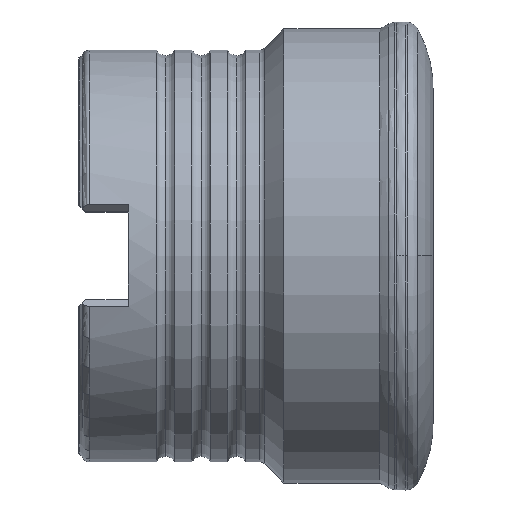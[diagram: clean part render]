
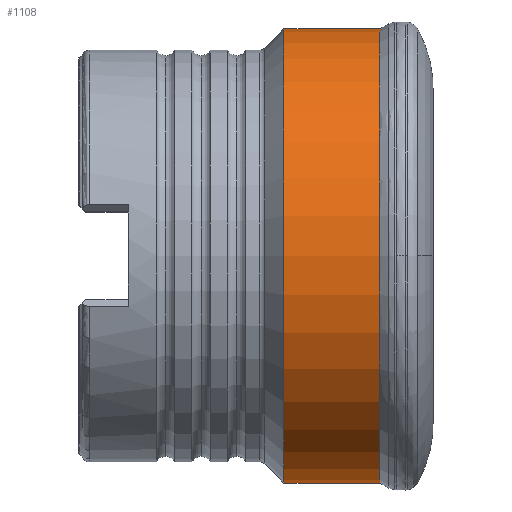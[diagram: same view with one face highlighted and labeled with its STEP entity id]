
A CAD part, top view. The second image highlights one B-rep face of the part: STEP entity #1108.
In plain terms, the highlighted cylindrical face has radius 32 mm (diameter 64 mm), a partial arc.
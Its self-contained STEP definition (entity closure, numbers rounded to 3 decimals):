
#126 = LINE ( 'NONE', #527, #127 ) ;
#127 = VECTOR ( 'NONE', #533, 1000. ) ;
#133 = CIRCLE ( 'NONE', #1463, 32. ) ;
#134 = VECTOR ( 'NONE', #359, 1000. ) ;
#137 = CIRCLE ( 'NONE', #1464, 32. ) ;
#147 = LINE ( 'NONE', #360, #134 ) ;
#355 = DIRECTION ( 'NONE',  ( 0., 0., -1. ) ) ;
#356 = DIRECTION ( 'NONE',  ( 1., 0., 0. ) ) ;
#359 = DIRECTION ( 'NONE',  ( 1., 0., 0. ) ) ;
#360 = CARTESIAN_POINT ( 'NONE',  ( 0., 32., 0. ) ) ;
#370 = CARTESIAN_POINT ( 'NONE',  ( -6.536, 0., 0. ) ) ;
#527 = CARTESIAN_POINT ( 'NONE',  ( 0., -32., 0. ) ) ;
#533 = DIRECTION ( 'NONE',  ( 1., 0., 0. ) ) ;
#619 = DIRECTION ( 'NONE',  ( 0., 1., 0. ) ) ;
#620 = CARTESIAN_POINT ( 'NONE',  ( -20.048, 0., 0. ) ) ;
#622 = DIRECTION ( 'NONE',  ( 1., 0., 0. ) ) ;
#904 = CARTESIAN_POINT ( 'NONE',  ( -20.048, -32., 0. ) ) ;
#922 = CARTESIAN_POINT ( 'NONE',  ( -20.048, 32., 0. ) ) ;
#970 = CARTESIAN_POINT ( 'NONE',  ( -6.536, -32., 0. ) ) ;
#989 = CARTESIAN_POINT ( 'NONE',  ( -6.536, 32., 0. ) ) ;
#1108 = ADVANCED_FACE ( 'NONE', ( #1963 ), #2258, .T. ) ;
#1290 = AXIS2_PLACEMENT_3D ( 'NONE', #2859, #2860, #2868 ) ;
#1463 = AXIS2_PLACEMENT_3D ( 'NONE', #370, #356, #355 ) ;
#1464 = AXIS2_PLACEMENT_3D ( 'NONE', #620, #622, #619 ) ;
#1573 = EDGE_CURVE ( 'NONE', #2720, #2791, #147, .T. ) ;
#1574 = EDGE_CURVE ( 'NONE', #2791, #2772, #133, .T. ) ;
#1578 = EDGE_CURVE ( 'NONE', #2702, #2772, #126, .T. ) ;
#1582 = EDGE_CURVE ( 'NONE', #2720, #2702, #137, .T. ) ;
#1963 = FACE_OUTER_BOUND ( 'NONE', #2390, .T. ) ;
#2112 = ORIENTED_EDGE ( 'NONE', *, *, #1574, .F. ) ;
#2138 = ORIENTED_EDGE ( 'NONE', *, *, #1578, .T. ) ;
#2198 = ORIENTED_EDGE ( 'NONE', *, *, #1573, .F. ) ;
#2201 = ORIENTED_EDGE ( 'NONE', *, *, #1582, .T. ) ;
#2258 = CYLINDRICAL_SURFACE ( 'NONE', #1290, 32. ) ;
#2390 = EDGE_LOOP ( 'NONE', ( #2201, #2138, #2112, #2198 ) ) ;
#2702 = VERTEX_POINT ( 'NONE', #904 ) ;
#2720 = VERTEX_POINT ( 'NONE', #922 ) ;
#2772 = VERTEX_POINT ( 'NONE', #970 ) ;
#2791 = VERTEX_POINT ( 'NONE', #989 ) ;
#2859 = CARTESIAN_POINT ( 'NONE',  ( 0., 0., 0. ) ) ;
#2860 = DIRECTION ( 'NONE',  ( 1., 0., 0. ) ) ;
#2868 = DIRECTION ( 'NONE',  ( 0., 1., 0. ) ) ;
